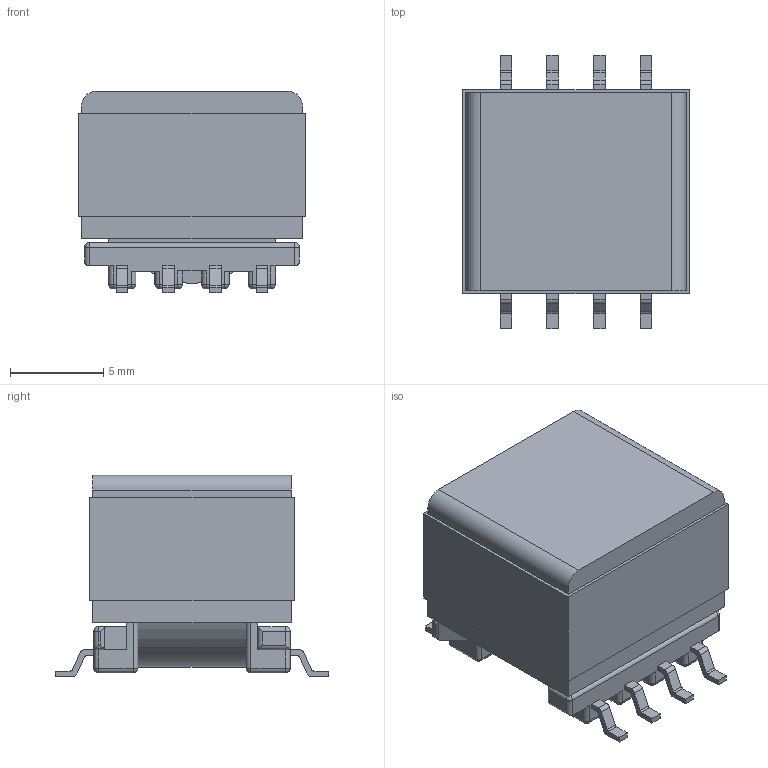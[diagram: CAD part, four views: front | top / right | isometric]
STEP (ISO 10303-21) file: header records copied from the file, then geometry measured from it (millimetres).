
FILE_DESCRIPTION(/* description */ ('Unknown'),/* implementation_level */ '2;1');
FILE_NAME(/* name */ 'T_Wurth_WE-IBTI-EP10_L13.34W15.24H11.43',/* time_stamp */ '2025-12-25T14:56:29+08:00',/* author */ ('Unknown'),/* organization */ ('Unknown'),/* preprocessor_version */ 'ST-DEVELOPER v19.4',/* originating_system */ 'Solid Edge',/* authorisation */ 'Unknown');
FILE_SCHEMA (('AUTOMOTIVE_DESIGN {1 0 10303 214 3 1 1}'));
Length unit declared in the file: millimetre
Products named in the file (2): T_Wurth_WE-IBTI-EP10_L13.34W15.24H11.43
Assembly tree (1 placements, depth 2):
  T_Wurth_WE-IBTI-EP10_L13.34W15.24H11.43
    T_Wurth_WE-IBTI-EP10_L13.34W15.24H11.43
Bounding box: 12.13 x 14.62 x 10.78 mm (x, y, z)
Volume: 1165 mm3; surface area: 1435.2 mm2
Topology: 2 solids, 3 shells, 334 faces, 841 edges, 488 vertices
Faces by surface type: plane 160, cylinder 132, sphere 36, torus 6
Entity records: 11973 total; most frequent: DIRECTION 1721, CARTESIAN_POINT 1683, ORIENTED_EDGE 1610, EDGE_CURVE 805, AXIS2_PLACEMENT_3D 598, LINE 525, VECTOR 525, VERTEX_POINT 488
